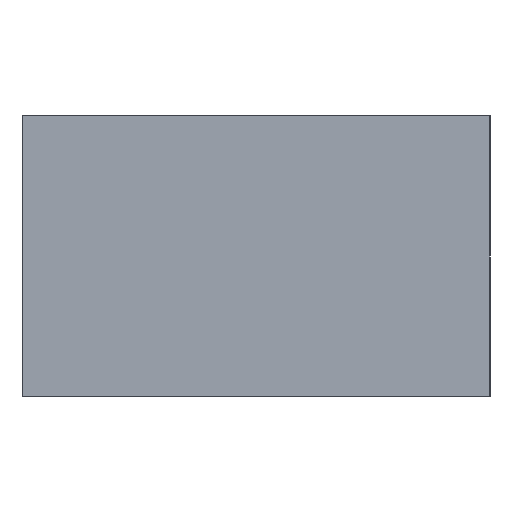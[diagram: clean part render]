
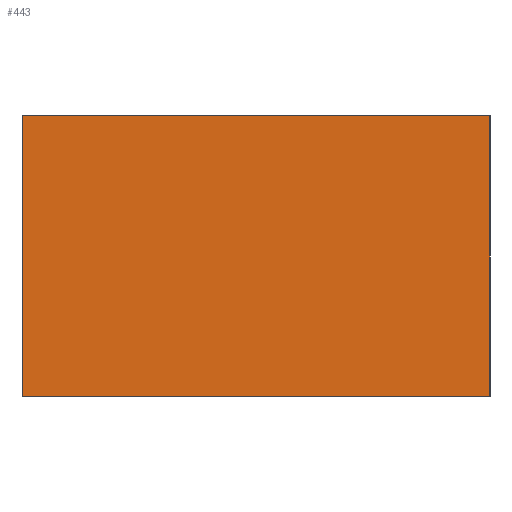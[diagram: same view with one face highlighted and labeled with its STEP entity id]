
A CAD part, left-side view. The second image highlights one B-rep face of the part: STEP entity #443.
In plain terms, the highlighted planar face has unit normal (-1, 0, 0).
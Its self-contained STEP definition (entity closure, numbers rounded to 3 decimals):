
#79 = PLANE ( 'NONE',  #227 ) ;
#166 = VERTEX_POINT ( 'NONE', #792 ) ;
#172 = CARTESIAN_POINT ( 'NONE',  ( -76., -29., 30. ) ) ;
#180 = VECTOR ( 'NONE', #377, 1000. ) ;
#188 = EDGE_CURVE ( 'NONE', #680, #759, #764, .T. ) ;
#203 = VERTEX_POINT ( 'NONE', #459 ) ;
#218 = DIRECTION ( 'NONE',  ( 0., 0., -1. ) ) ;
#227 = AXIS2_PLACEMENT_3D ( 'NONE', #282, #717, #577 ) ;
#245 = VECTOR ( 'NONE', #218, 1000. ) ;
#282 = CARTESIAN_POINT ( 'NONE',  ( -76., -54., 30. ) ) ;
#320 = CARTESIAN_POINT ( 'NONE',  ( -76., -29., 0. ) ) ;
#359 = VECTOR ( 'NONE', #747, 1000. ) ;
#377 = DIRECTION ( 'NONE',  ( 0., 0., 1. ) ) ;
#403 = VECTOR ( 'NONE', #780, 1000. ) ;
#441 = CARTESIAN_POINT ( 'NONE',  ( -76., -54., 30. ) ) ;
#443 = ADVANCED_FACE ( 'NONE', ( #651 ), #79, .T. ) ;
#459 = CARTESIAN_POINT ( 'NONE',  ( -76., -54., 0. ) ) ;
#513 = ORIENTED_EDGE ( 'NONE', *, *, #563, .T. ) ;
#545 = LINE ( 'NONE', #788, #180 ) ;
#550 = EDGE_LOOP ( 'NONE', ( #699, #809, #797, #513 ) ) ;
#563 = EDGE_CURVE ( 'NONE', #759, #166, #755, .T. ) ;
#577 = DIRECTION ( 'NONE',  ( 0., 1., 0. ) ) ;
#639 = CARTESIAN_POINT ( 'NONE',  ( -76., -4., 15. ) ) ;
#646 = EDGE_CURVE ( 'NONE', #203, #680, #545, .T. ) ;
#651 = FACE_OUTER_BOUND ( 'NONE', #550, .T. ) ;
#680 = VERTEX_POINT ( 'NONE', #441 ) ;
#699 = ORIENTED_EDGE ( 'NONE', *, *, #823, .T. ) ;
#717 = DIRECTION ( 'NONE',  ( -1., 0., 0. ) ) ;
#747 = DIRECTION ( 'NONE',  ( 0., -1., 0. ) ) ;
#754 = LINE ( 'NONE', #320, #359 ) ;
#755 = LINE ( 'NONE', #639, #245 ) ;
#759 = VERTEX_POINT ( 'NONE', #800 ) ;
#764 = LINE ( 'NONE', #172, #403 ) ;
#780 = DIRECTION ( 'NONE',  ( 0., 1., 0. ) ) ;
#788 = CARTESIAN_POINT ( 'NONE',  ( -76., -54., 15. ) ) ;
#792 = CARTESIAN_POINT ( 'NONE',  ( -76., -4., 0. ) ) ;
#797 = ORIENTED_EDGE ( 'NONE', *, *, #188, .T. ) ;
#800 = CARTESIAN_POINT ( 'NONE',  ( -76., -4., 30. ) ) ;
#809 = ORIENTED_EDGE ( 'NONE', *, *, #646, .T. ) ;
#823 = EDGE_CURVE ( 'NONE', #166, #203, #754, .T. ) ;
